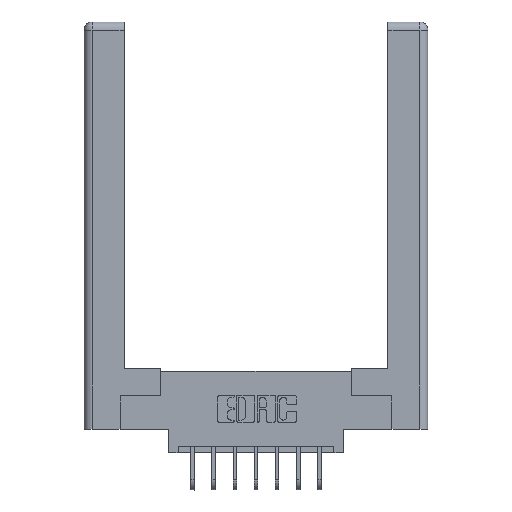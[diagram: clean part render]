
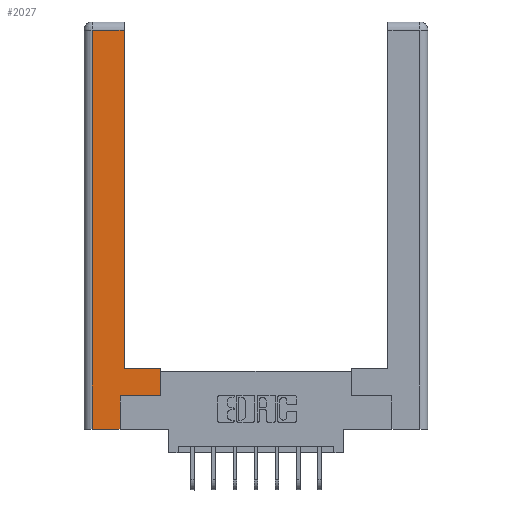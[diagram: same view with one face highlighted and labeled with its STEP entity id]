
A CAD part, top view. The second image highlights one B-rep face of the part: STEP entity #2027.
In plain terms, the highlighted planar face has unit normal (0, 0, 1).
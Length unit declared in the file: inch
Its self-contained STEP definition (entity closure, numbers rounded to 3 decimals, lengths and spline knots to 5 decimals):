
#567 = EDGE_CURVE ( 'NONE', #14457, #9481, #622, .T. ) ;
#622 = LINE ( 'NONE', #6592, #12711 ) ;
#693 = CARTESIAN_POINT ( 'NONE',  ( 0.295, 0.45, 0. ) ) ;
#843 = DIRECTION ( 'NONE',  ( 1., 0., 0. ) ) ;
#1106 = EDGE_CURVE ( 'NONE', #14156, #11041, #4299, .T. ) ;
#1207 = EDGE_CURVE ( 'NONE', #2250, #2524, #13747, .T. ) ;
#1356 = ORIENTED_EDGE ( 'NONE', *, *, #13210, .T. ) ;
#1548 = LINE ( 'NONE', #2785, #6651 ) ;
#2027 = ADVANCED_FACE ( 'NONE', ( #8108 ), #2078, .F. ) ;
#2078 = PLANE ( 'NONE',  #11433 ) ;
#2199 = ORIENTED_EDGE ( 'NONE', *, *, #8760, .T. ) ;
#2250 = VERTEX_POINT ( 'NONE', #14057 ) ;
#2346 = CARTESIAN_POINT ( 'NONE',  ( 0.295, 0.45, 0. ) ) ;
#2524 = VERTEX_POINT ( 'NONE', #4253 ) ;
#2525 = VECTOR ( 'NONE', #843, 39.37008 ) ;
#2607 = LINE ( 'NONE', #5375, #7009 ) ;
#2785 = CARTESIAN_POINT ( 'NONE',  ( 0.265, 0.245, 0. ) ) ;
#3074 = CARTESIAN_POINT ( 'NONE',  ( 0.265, 0., 0. ) ) ;
#3403 = VECTOR ( 'NONE', #5726, 39.37008 ) ;
#3562 = LINE ( 'NONE', #10431, #8607 ) ;
#3693 = VECTOR ( 'NONE', #9533, 39.37008 ) ;
#3717 = CARTESIAN_POINT ( 'NONE',  ( 0.265, 0.245, 0. ) ) ;
#4001 = VERTEX_POINT ( 'NONE', #2346 ) ;
#4253 = CARTESIAN_POINT ( 'NONE',  ( 0.265, 0., 0. ) ) ;
#4299 = LINE ( 'NONE', #5822, #3403 ) ;
#4496 = CARTESIAN_POINT ( 'NONE',  ( 0.565, 0.45, 0. ) ) ;
#5260 = EDGE_CURVE ( 'NONE', #11041, #2250, #7105, .T. ) ;
#5322 = ORIENTED_EDGE ( 'NONE', *, *, #5260, .T. ) ;
#5375 = CARTESIAN_POINT ( 'NONE',  ( 0.565, 0.45, 0. ) ) ;
#5454 = LINE ( 'NONE', #693, #3693 ) ;
#5726 = DIRECTION ( 'NONE',  ( -1., 0., 0. ) ) ;
#5822 = CARTESIAN_POINT ( 'NONE',  ( 0.0615, 2.94, 0. ) ) ;
#5893 = CARTESIAN_POINT ( 'NONE',  ( 0.0615, 0., 0. ) ) ;
#6192 = CARTESIAN_POINT ( 'NONE',  ( 0.295, 2.94, 0. ) ) ;
#6592 = CARTESIAN_POINT ( 'NONE',  ( 0.565, 0.245, 0. ) ) ;
#6651 = VECTOR ( 'NONE', #11789, 39.37008 ) ;
#7009 = VECTOR ( 'NONE', #10567, 39.37008 ) ;
#7105 = LINE ( 'NONE', #5893, #8982 ) ;
#7631 = ORIENTED_EDGE ( 'NONE', *, *, #8780, .T. ) ;
#7816 = EDGE_CURVE ( 'NONE', #8850, #4001, #5454, .T. ) ;
#7821 = DIRECTION ( 'NONE',  ( 0., 0., -1. ) ) ;
#8108 = FACE_OUTER_BOUND ( 'NONE', #13587, .T. ) ;
#8607 = VECTOR ( 'NONE', #13814, 39.37008 ) ;
#8760 = EDGE_CURVE ( 'NONE', #2524, #14457, #1548, .T. ) ;
#8780 = EDGE_CURVE ( 'NONE', #9481, #8850, #2607, .T. ) ;
#8828 = CARTESIAN_POINT ( 'NONE',  ( 0., 0., 0. ) ) ;
#8850 = VERTEX_POINT ( 'NONE', #4496 ) ;
#8982 = VECTOR ( 'NONE', #10260, 39.37008 ) ;
#9402 = ORIENTED_EDGE ( 'NONE', *, *, #1207, .T. ) ;
#9481 = VERTEX_POINT ( 'NONE', #12500 ) ;
#9533 = DIRECTION ( 'NONE',  ( -1., 0., 0. ) ) ;
#9688 = ORIENTED_EDGE ( 'NONE', *, *, #567, .T. ) ;
#10260 = DIRECTION ( 'NONE',  ( 0., -1., 0. ) ) ;
#10431 = CARTESIAN_POINT ( 'NONE',  ( 0.295, 3., 0. ) ) ;
#10567 = DIRECTION ( 'NONE',  ( 0., 1., 0. ) ) ;
#11041 = VERTEX_POINT ( 'NONE', #13845 ) ;
#11279 = ORIENTED_EDGE ( 'NONE', *, *, #1106, .T. ) ;
#11433 = AXIS2_PLACEMENT_3D ( 'NONE', #8828, #7821, #14402 ) ;
#11789 = DIRECTION ( 'NONE',  ( 0., 1., 0. ) ) ;
#12176 = DIRECTION ( 'NONE',  ( 1., 0., 0. ) ) ;
#12500 = CARTESIAN_POINT ( 'NONE',  ( 0.565, 0.245, 0. ) ) ;
#12711 = VECTOR ( 'NONE', #12176, 39.37008 ) ;
#13210 = EDGE_CURVE ( 'NONE', #4001, #14156, #3562, .T. ) ;
#13587 = EDGE_LOOP ( 'NONE', ( #1356, #11279, #5322, #9402, #2199, #9688, #7631, #14441 ) ) ;
#13747 = LINE ( 'NONE', #3074, #2525 ) ;
#13814 = DIRECTION ( 'NONE',  ( 0., 1., 0. ) ) ;
#13845 = CARTESIAN_POINT ( 'NONE',  ( 0.0615, 2.94, 0. ) ) ;
#14057 = CARTESIAN_POINT ( 'NONE',  ( 0.0615, 0., 0. ) ) ;
#14156 = VERTEX_POINT ( 'NONE', #6192 ) ;
#14402 = DIRECTION ( 'NONE',  ( -1., 0., 0. ) ) ;
#14441 = ORIENTED_EDGE ( 'NONE', *, *, #7816, .T. ) ;
#14457 = VERTEX_POINT ( 'NONE', #3717 ) ;
